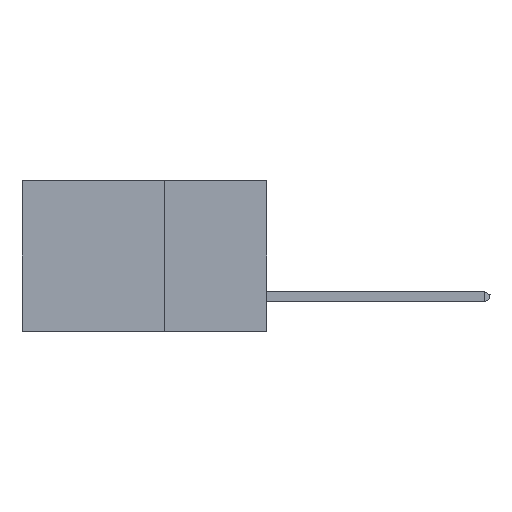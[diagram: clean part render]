
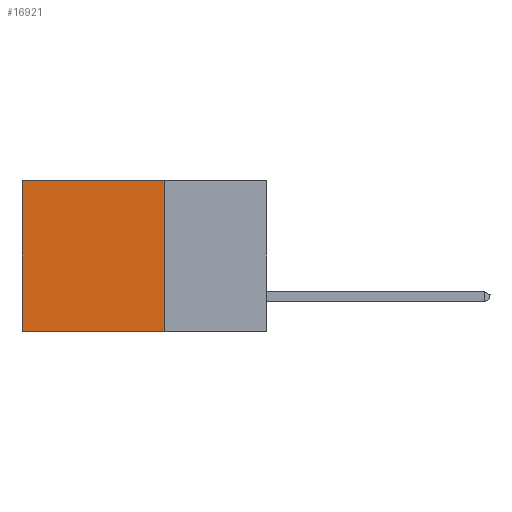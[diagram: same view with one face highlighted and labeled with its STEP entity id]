
A CAD part, left-side view. The second image highlights one B-rep face of the part: STEP entity #16921.
In plain terms, the highlighted planar face has unit normal (-1, 0, 0).
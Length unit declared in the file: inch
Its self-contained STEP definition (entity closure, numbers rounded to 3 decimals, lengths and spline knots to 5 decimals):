
#502 = CARTESIAN_POINT ( 'NONE',  ( 0.2875, 0.25, 0. ) ) ;
#785 = VECTOR ( 'NONE', #6208, 39.37008 ) ;
#1895 = AXIS2_PLACEMENT_3D ( 'NONE', #502, #15247, #15545 ) ;
#2671 = VERTEX_POINT ( 'NONE', #10039 ) ;
#2738 = VERTEX_POINT ( 'NONE', #15928 ) ;
#2850 = VECTOR ( 'NONE', #14545, 39.37008 ) ;
#3083 = VECTOR ( 'NONE', #11759, 39.37008 ) ;
#3317 = CARTESIAN_POINT ( 'NONE',  ( 0.2875, 0.6, 0. ) ) ;
#4139 = VERTEX_POINT ( 'NONE', #8858 ) ;
#4974 = CARTESIAN_POINT ( 'NONE',  ( 0.2875, 0.25, 0. ) ) ;
#5574 = CARTESIAN_POINT ( 'NONE',  ( 0.2875, 0.25, -0.37 ) ) ;
#5627 = ORIENTED_EDGE ( 'NONE', *, *, #17041, .F. ) ;
#6208 = DIRECTION ( 'NONE',  ( 0., 0., -1. ) ) ;
#6595 = LINE ( 'NONE', #9282, #785 ) ;
#6718 = ORIENTED_EDGE ( 'NONE', *, *, #15696, .T. ) ;
#6946 = EDGE_CURVE ( 'NONE', #9502, #4139, #6595, .T. ) ;
#7182 = LINE ( 'NONE', #19340, #3083 ) ;
#8858 = CARTESIAN_POINT ( 'NONE',  ( 0.2875, 0.6, -0.37 ) ) ;
#9282 = CARTESIAN_POINT ( 'NONE',  ( 0.2875, 0.6, 0. ) ) ;
#9323 = ORIENTED_EDGE ( 'NONE', *, *, #11091, .F. ) ;
#9502 = VERTEX_POINT ( 'NONE', #3317 ) ;
#9698 = ORIENTED_EDGE ( 'NONE', *, *, #6946, .T. ) ;
#10039 = CARTESIAN_POINT ( 'NONE',  ( 0.2875, 0.25, 0. ) ) ;
#10752 = VECTOR ( 'NONE', #11055, 39.37008 ) ;
#11055 = DIRECTION ( 'NONE',  ( 0., 1., 0. ) ) ;
#11091 = EDGE_CURVE ( 'NONE', #2671, #2738, #7182, .T. ) ;
#11759 = DIRECTION ( 'NONE',  ( 0., 0., -1. ) ) ;
#12655 = FACE_OUTER_BOUND ( 'NONE', #18451, .T. ) ;
#13959 = PLANE ( 'NONE',  #1895 ) ;
#14545 = DIRECTION ( 'NONE',  ( 0., 1., 0. ) ) ;
#15247 = DIRECTION ( 'NONE',  ( 1., 0., 0. ) ) ;
#15545 = DIRECTION ( 'NONE',  ( 0., 0., -1. ) ) ;
#15696 = EDGE_CURVE ( 'NONE', #2671, #9502, #18637, .T. ) ;
#15743 = LINE ( 'NONE', #5574, #2850 ) ;
#15928 = CARTESIAN_POINT ( 'NONE',  ( 0.2875, 0.25, -0.37 ) ) ;
#16921 = ADVANCED_FACE ( 'NONE', ( #12655 ), #13959, .F. ) ;
#17041 = EDGE_CURVE ( 'NONE', #2738, #4139, #15743, .T. ) ;
#18451 = EDGE_LOOP ( 'NONE', ( #9698, #5627, #9323, #6718 ) ) ;
#18637 = LINE ( 'NONE', #4974, #10752 ) ;
#19340 = CARTESIAN_POINT ( 'NONE',  ( 0.2875, 0.25, 0. ) ) ;
